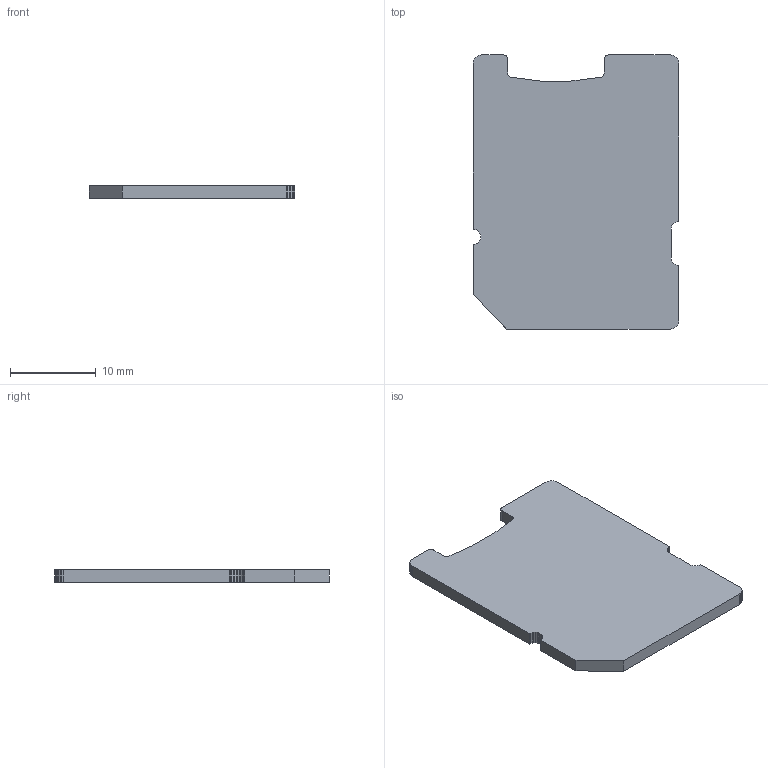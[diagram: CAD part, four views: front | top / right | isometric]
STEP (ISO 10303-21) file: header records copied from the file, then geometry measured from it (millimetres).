
FILE_DESCRIPTION (( 'STEP AP203' ), '1' );
FILE_NAME ('uSD2PSX Frame REF2017.STEP', '2025-11-29T17:00:06', ( '' ), ( '' ), 'SwSTEP 2.0', 'SolidWorks 2025', '' );
FILE_SCHEMA (( 'CONFIG_CONTROL_DESIGN' ));
Length unit declared in the file: millimetre
Products named in the file (1): uSD2PSX Frame REF2017
Bounding box: 24 x 32 x 1.5 mm (x, y, z)
Volume: 610 mm3; surface area: 1706.2 mm2
Topology: 1 solids, 1 shells, 94 faces, 275 edges, 183 vertices
Faces by surface type: plane 89, cylinder 5
Entity records: 3136 total; most frequent: CARTESIAN_POINT 553, ORIENTED_EDGE 550, DIRECTION 475, EDGE_CURVE 275, LINE 265, VECTOR 265, VERTEX_POINT 183, AXIS2_PLACEMENT_3D 105
